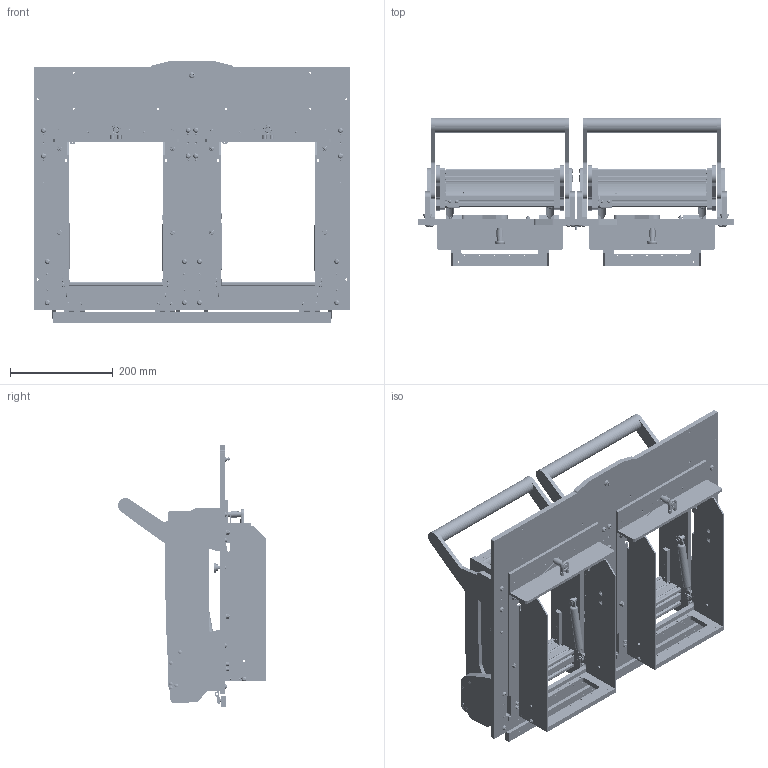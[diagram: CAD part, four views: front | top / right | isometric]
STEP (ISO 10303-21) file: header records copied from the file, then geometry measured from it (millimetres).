
FILE_DESCRIPTION (( 'STEP AP214' ), '1' );
FILE_NAME ('40900_Lin~4.STEP', '2019-10-15T14:35:11', ( '' ), ( '' ), 'SwSTEP 2.0', 'SolidWorks 2018', '' );
FILE_SCHEMA (( 'AUTOMOTIVE_DESIGN' ));
Length unit declared in the file: millimetre
Products named in the file (69): 39894~2_KUNDE<S>; 35097~0; 53031~0_S; 39892~5_KUNDE<S>; 2528~0; K_02038~0; ISO7380~n_M03,0x005; 57808~0_S; DIN934~n_M05,0; 49317~0; 53837~1_KUNDE<S>; DIN6325~n_04,0m6x024; 38786~1; DIN6325~n_04,0m6x016; 55712~0_KUNDE<S>; 48727~1_S; ISO7380~n_M05,0x020; K_02037~0; DIN7991~n_M05,0x016; DIN6325~n_04,0m6x014; 4824~0; 32341~6_S; 35150~0_S; 40900_Lin~4; DIN912~n_M06,0x016; 37189~1_S; 36201~3_S; 39893~3_KUNDE<S>; 30915~0; DIN912~n_M04,0x020; 3521~0_Spring Pin ISO 8752 - 3 x 16 - St; 36176~0_S; DIN125~n_04,3 M04,0; 47523~0_S; ISO7380~n_M05,0x010; 2281~0_180ø<Standard>; 48565~1_S; 32578~1_S; 31109~0; DIN6325~n_04,0m6x012 ...
Assembly tree (280 placements, depth 3):
  DIN6325~n_04,0m6x016
  40900_Lin~4
    39945~6_S
    2281~0_180ø<Standard>  x3
      2281~0
    32341~6_S
    53031~0_S
    DIN7991~n_M05,0x016  x20
    DIN7991~n_M05,0x020  x12
    DIN912~n_M04,0x016  x2
    DIN912~n_M06,0x016  x2
    ISO7380~n_M03,0x005  x4
    ISO7380~n_M05,0x010  x4
    ISO7380~n_M05,0x020  x16
    DIN7991~n_M03,0x016 VA  x4
    DIN125~n_06,4 M06,0 Fase  x4
    DIN125~n_05,3 M05,0 Fase  x24
    49317~0  x4
    DIN934~n_M05,0  x8
    2528~0  x4
    DIN6325~n_02,0m6x016  x2
    DIN6325~n_03,0m6x010  x8
    DIN6325~n_04,0m6x014  x18
    DIN6325~n_04,0m6x024  x2
    3521~0_Spring Pin ISO 8752 - 3 x 16 - St  x10
    31109~0  x2
    30955~0_S  x2
    30915~0  x2
    55713~0_KUNDE<S>  x4
    53836~0_KUNDE<S>  x2
    53837~1_KUNDE<S>  x2
    55712~0_KUNDE<S>  x4
    39892~5_KUNDE<S>  x2
    39891~3_KUNDE<S>  x2
    39894~2_KUNDE<S>  x2
    39893~3_KUNDE<S>  x2
    34328~1_S  x4
    36177~2  x2
    57809~0_S  x2
    57808~0_S  x2
    36176~0_S  x2
    32587~4_S  x2
    35663~8_S  x2
    35662~11_S  x2
    36175~4_S  x2
    36201~3_S  x2
    37189~1_S  x2
    31253~0_S  x2
    35649~1_S  x2
    48728~1_S  x2
      48726~2_S
      DIN6325~n_04,0m6x012
      48565~1_S
      DIN125~n_06,4 M06,0 Fase
      DIN125~n_04,3 M04,0
      DIN912~n_M04,0x020
      49317~0
    48727~1_S  x2
      48726~2_S
      DIN6325~n_04,0m6x012
Bounding box: 616 x 287.75 x 508 mm (x, y, z)
Volume: 6112248.3 mm3; surface area: 2317349.1 mm2
Topology: 299 solids, 299 shells, 6891 faces, 17395 edges, 11106 vertices
Faces by surface type: cylinder 2855, plane 2594, cone 1000, bspline 176, sphere 136, torus 130
Entity records: 81094 total; most frequent: CARTESIAN_POINT 13613, DIRECTION 13601, ORIENTED_EDGE 11898, EDGE_CURVE 5949, AXIS2_PLACEMENT_3D 5183, VERTEX_POINT 3854, LINE 3235, VECTOR 3235
